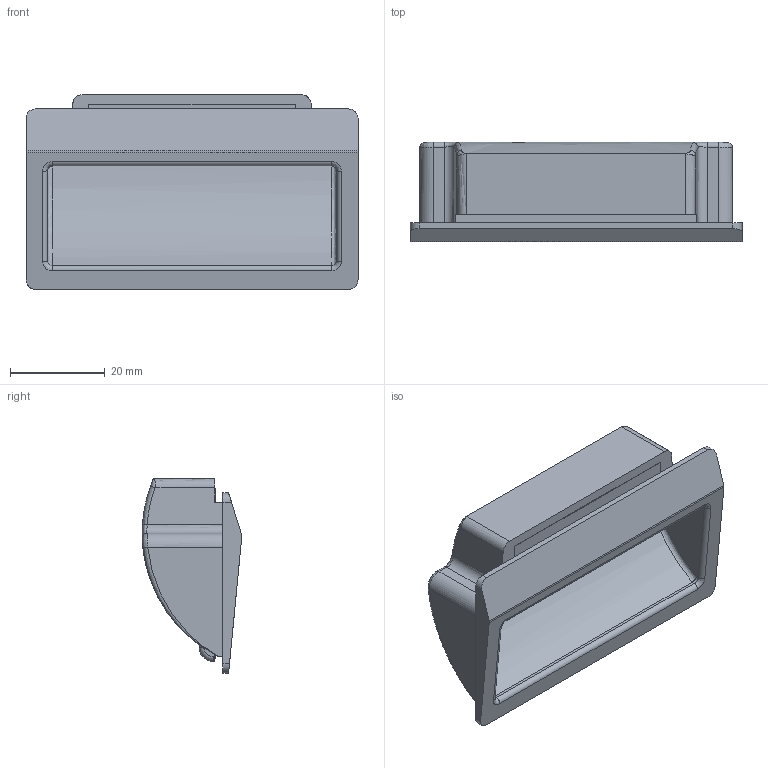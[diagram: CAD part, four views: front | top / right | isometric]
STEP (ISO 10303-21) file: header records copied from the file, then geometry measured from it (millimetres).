
FILE_DESCRIPTION((''),'2;1');
FILE_NAME('','2013-02-25T11:47:27',(''),(''),'','CADfix','');
FILE_SCHEMA(('AUTOMOTIVE_DESIGN { 1 0 10303 214 1 1 1 1 }'));
Length unit declared in the file: millimetre
Bounding box: 70 x 21 x 41 mm (x, y, z)
Volume: 14199.7 mm3; surface area: 11741.3 mm2
Topology: 1 solids, 1 shells, 90 faces, 231 edges, 142 vertices
Faces by surface type: bspline 90
Entity records: 4258 total; most frequent: CARTESIAN_POINT 2934, ORIENTED_EDGE 454, EDGE_CURVE 227, VERTEX_POINT 142, QUASI_UNIFORM_CURVE 137, EDGE_LOOP 93, FACE_OUTER_BOUND 90, ADVANCED_FACE 90
